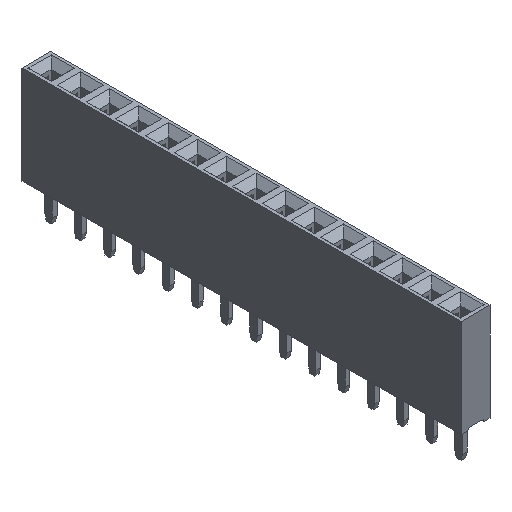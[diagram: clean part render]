
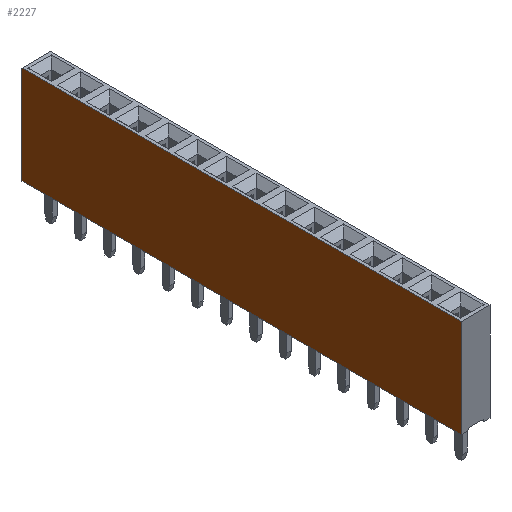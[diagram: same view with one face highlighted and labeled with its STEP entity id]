
A CAD part, isometric view. The second image highlights one B-rep face of the part: STEP entity #2227.
In plain terms, the highlighted planar face has unit normal (-1, 0, 0).
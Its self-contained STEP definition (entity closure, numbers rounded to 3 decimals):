
#897 = VERTEX_POINT('',#898);
#898 = CARTESIAN_POINT('',(-1.25,1.27,0.));
#906 = EDGE_CURVE('',#897,#907,#909,.T.);
#907 = VERTEX_POINT('',#908);
#908 = CARTESIAN_POINT('',(-1.25,1.27,8.5));
#909 = LINE('',#910,#911);
#910 = CARTESIAN_POINT('',(-1.25,1.27,0.));
#911 = VECTOR('',#912,1.);
#912 = DIRECTION('',(0.,0.,1.));
#987 = EDGE_CURVE('',#988,#897,#990,.T.);
#988 = VERTEX_POINT('',#989);
#989 = CARTESIAN_POINT('',(-1.25,-36.83,0.));
#990 = LINE('',#991,#992);
#991 = CARTESIAN_POINT('',(-1.25,-36.83,0.));
#992 = VECTOR('',#993,1.);
#993 = DIRECTION('',(0.,1.,0.));
#1698 = EDGE_CURVE('',#1699,#907,#1701,.T.);
#1699 = VERTEX_POINT('',#1700);
#1700 = CARTESIAN_POINT('',(-1.25,-36.83,8.5));
#1701 = LINE('',#1702,#1703);
#1702 = CARTESIAN_POINT('',(-1.25,-36.83,8.5));
#1703 = VECTOR('',#1704,1.);
#1704 = DIRECTION('',(0.,1.,0.));
#2227 = ADVANCED_FACE('',(#2228),#2239,.T.);
#2228 = FACE_BOUND('',#2229,.T.);
#2229 = EDGE_LOOP('',(#2230,#2236,#2237,#2238));
#2230 = ORIENTED_EDGE('',*,*,#2231,.T.);
#2231 = EDGE_CURVE('',#988,#1699,#2232,.T.);
#2232 = LINE('',#2233,#2234);
#2233 = CARTESIAN_POINT('',(-1.25,-36.83,0.));
#2234 = VECTOR('',#2235,1.);
#2235 = DIRECTION('',(0.,0.,1.));
#2236 = ORIENTED_EDGE('',*,*,#1698,.T.);
#2237 = ORIENTED_EDGE('',*,*,#906,.F.);
#2238 = ORIENTED_EDGE('',*,*,#987,.F.);
#2239 = PLANE('',#2240);
#2240 = AXIS2_PLACEMENT_3D('',#2241,#2242,#2243);
#2241 = CARTESIAN_POINT('',(-1.25,-36.83,0.));
#2242 = DIRECTION('',(-1.,0.,0.));
#2243 = DIRECTION('',(0.,1.,0.));
